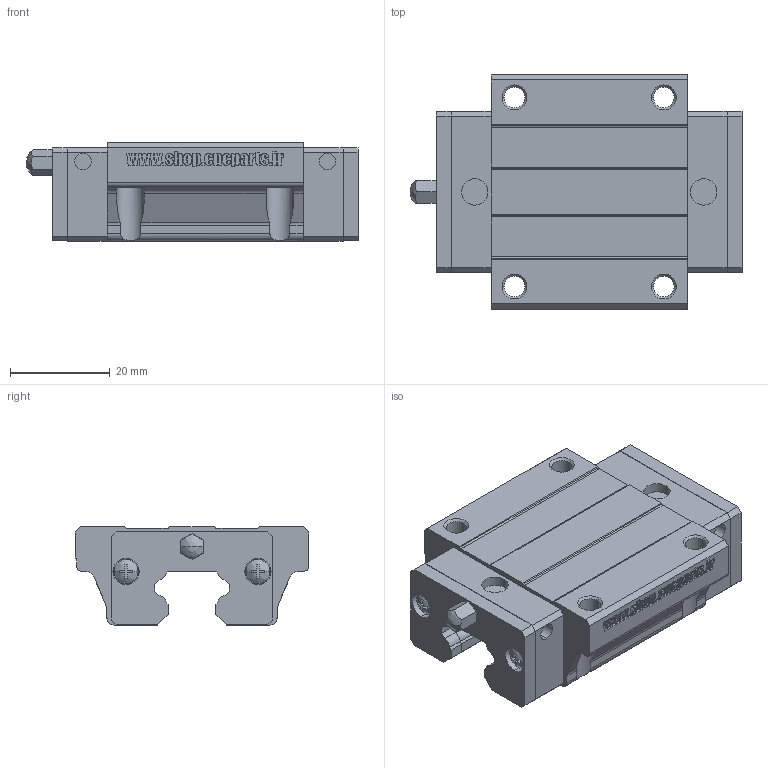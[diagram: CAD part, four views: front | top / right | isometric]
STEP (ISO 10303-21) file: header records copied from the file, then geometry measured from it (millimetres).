
FILE_DESCRIPTION (( 'STEP AP214' ), '1' );
FILE_NAME ('HGW15.STEP', '2025-10-21T07:08:26', ( '' ), ( '' ), 'SwSTEP 2.0', 'SolidWorks 2024', '' );
FILE_SCHEMA (( 'AUTOMOTIVE_DESIGN' ));
Length unit declared in the file: millimetre
Products named in the file (1): HGW15
Bounding box: 66.7 x 47 x 19.7 mm (x, y, z)
Volume: 36064 mm3; surface area: 15215.9 mm2
Topology: 10 solids, 10 shells, 616 faces, 1670 edges, 1107 vertices
Faces by surface type: plane 399, bspline 115, cylinder 78, cone 24
Entity records: 25322 total; most frequent: CARTESIAN_POINT 10427, ORIENTED_EDGE 3336, DIRECTION 2568, EDGE_CURVE 1668, LINE 1176, VECTOR 1176, VERTEX_POINT 1107, AXIS2_PLACEMENT_3D 696
